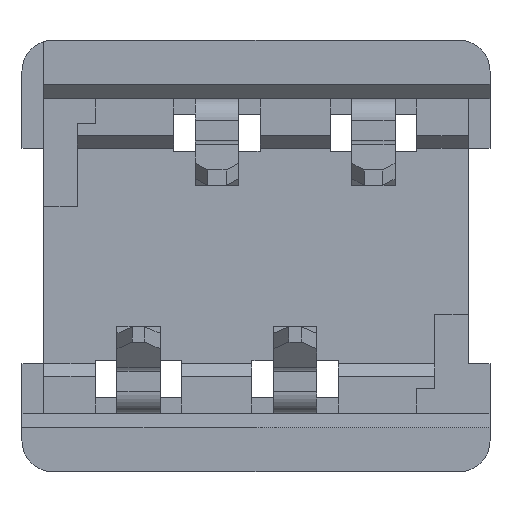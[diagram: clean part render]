
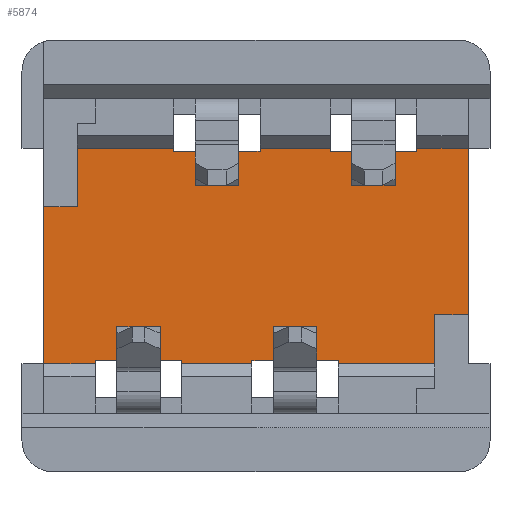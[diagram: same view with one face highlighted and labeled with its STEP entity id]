
A CAD part, front view. The second image highlights one B-rep face of the part: STEP entity #5874.
In plain terms, the highlighted planar face has unit normal (0, -1, 0).
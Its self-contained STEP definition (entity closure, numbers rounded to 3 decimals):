
#93=DIRECTION('',(1.,0.,0.));
#94=VECTOR('',#93,0.84);
#95=CARTESIAN_POINT('',(-3.445,2.05,-1.75));
#96=LINE('',#95,#94);
#101=DIRECTION('',(1.,0.,0.));
#102=VECTOR('',#101,1.56);
#103=CARTESIAN_POINT('',(1.335,2.05,-1.75));
#104=LINE('',#103,#102);
#125=DIRECTION('',(1.,0.,0.));
#126=VECTOR('',#125,1.14);
#127=CARTESIAN_POINT('',(-1.205,2.05,-1.75));
#128=LINE('',#127,#126);
#145=DIRECTION('',(0.,0.,-1.));
#146=VECTOR('',#145,2.55);
#147=CARTESIAN_POINT('',(-3.445,2.05,0.8));
#148=LINE('',#147,#146);
#536=DIRECTION('',(0.,0.,-1.));
#537=VECTOR('',#536,0.05);
#538=CARTESIAN_POINT('',(2.605,2.05,1.75));
#539=LINE('',#538,#537);
#540=DIRECTION('',(1.,0.,0.));
#541=VECTOR('',#540,0.84);
#542=CARTESIAN_POINT('',(2.605,2.05,1.75));
#543=LINE('',#542,#541);
#544=DIRECTION('',(-1.,0.,0.));
#545=VECTOR('',#544,0.55);
#546=CARTESIAN_POINT('',(3.445,2.05,-0.95));
#547=LINE('',#546,#545);
#548=DIRECTION('',(0.,0.,1.));
#549=VECTOR('',#548,0.8);
#550=CARTESIAN_POINT('',(2.895,2.05,-1.75));
#551=LINE('',#550,#549);
#552=DIRECTION('',(0.,0.,1.));
#553=VECTOR('',#552,0.05);
#554=CARTESIAN_POINT('',(1.335,2.05,-1.75));
#555=LINE('',#554,#553);
#556=DIRECTION('',(1.,0.,0.));
#557=VECTOR('',#556,1.4);
#558=CARTESIAN_POINT('',(-0.065,2.05,-1.7));
#559=LINE('',#558,#557);
#560=DIRECTION('',(0.,0.,1.));
#561=VECTOR('',#560,0.05);
#562=CARTESIAN_POINT('',(-0.065,2.05,-1.75));
#563=LINE('',#562,#561);
#564=DIRECTION('',(0.,0.,1.));
#565=VECTOR('',#564,0.05);
#566=CARTESIAN_POINT('',(-1.205,2.05,-1.75));
#567=LINE('',#566,#565);
#568=DIRECTION('',(1.,0.,0.));
#569=VECTOR('',#568,1.4);
#570=CARTESIAN_POINT('',(-2.605,2.05,-1.7));
#571=LINE('',#570,#569);
#572=DIRECTION('',(0.,0.,1.));
#573=VECTOR('',#572,0.05);
#574=CARTESIAN_POINT('',(-2.605,2.05,-1.75));
#575=LINE('',#574,#573);
#576=DIRECTION('',(1.,0.,0.));
#577=VECTOR('',#576,0.55);
#578=CARTESIAN_POINT('',(-3.445,2.05,0.8));
#579=LINE('',#578,#577);
#580=DIRECTION('',(0.,0.,1.));
#581=VECTOR('',#580,0.95);
#582=CARTESIAN_POINT('',(-2.895,2.05,0.8));
#583=LINE('',#582,#581);
#584=DIRECTION('',(1.,0.,0.));
#585=VECTOR('',#584,1.56);
#586=CARTESIAN_POINT('',(-2.895,2.05,1.75));
#587=LINE('',#586,#585);
#588=DIRECTION('',(0.,0.,-1.));
#589=VECTOR('',#588,0.05);
#590=CARTESIAN_POINT('',(-1.335,2.05,1.75));
#591=LINE('',#590,#589);
#592=DIRECTION('',(-1.,0.,0.));
#593=VECTOR('',#592,1.4);
#594=CARTESIAN_POINT('',(0.065,2.05,1.7));
#595=LINE('',#594,#593);
#596=DIRECTION('',(0.,0.,-1.));
#597=VECTOR('',#596,0.05);
#598=CARTESIAN_POINT('',(0.065,2.05,1.75));
#599=LINE('',#598,#597);
#600=DIRECTION('',(1.,0.,0.));
#601=VECTOR('',#600,1.14);
#602=CARTESIAN_POINT('',(0.065,2.05,1.75));
#603=LINE('',#602,#601);
#604=DIRECTION('',(0.,0.,-1.));
#605=VECTOR('',#604,0.05);
#606=CARTESIAN_POINT('',(1.205,2.05,1.75));
#607=LINE('',#606,#605);
#608=DIRECTION('',(1.,0.,0.));
#609=VECTOR('',#608,1.4);
#610=CARTESIAN_POINT('',(1.205,2.05,1.7));
#611=LINE('',#610,#609);
#1741=DIRECTION('',(0.,0.,1.));
#1742=VECTOR('',#1741,2.7);
#1743=CARTESIAN_POINT('',(3.445,2.05,-0.95));
#1744=LINE('',#1743,#1742);
#3923=CARTESIAN_POINT('',(-2.605,2.05,-1.75));
#3924=CARTESIAN_POINT('',(-2.605,2.05,-1.7));
#3925=VERTEX_POINT('',#3923);
#3926=VERTEX_POINT('',#3924);
#3927=CARTESIAN_POINT('',(-1.205,2.05,-1.7));
#3928=VERTEX_POINT('',#3927);
#3929=CARTESIAN_POINT('',(-1.205,2.05,-1.75));
#3930=VERTEX_POINT('',#3929);
#3932=CARTESIAN_POINT('',(-1.335,2.05,1.75));
#3934=VERTEX_POINT('',#3932);
#3936=CARTESIAN_POINT('',(0.065,2.05,1.75));
#3938=VERTEX_POINT('',#3936);
#3939=CARTESIAN_POINT('',(-1.335,2.05,1.7));
#3940=VERTEX_POINT('',#3939);
#3941=CARTESIAN_POINT('',(0.065,2.05,1.7));
#3942=VERTEX_POINT('',#3941);
#4106=CARTESIAN_POINT('',(3.445,2.05,1.75));
#4108=VERTEX_POINT('',#4106);
#4130=CARTESIAN_POINT('',(2.895,2.05,-1.75));
#4132=VERTEX_POINT('',#4130);
#4139=CARTESIAN_POINT('',(3.445,2.05,-0.95));
#4140=VERTEX_POINT('',#4139);
#4143=CARTESIAN_POINT('',(2.895,2.05,-0.95));
#4144=VERTEX_POINT('',#4143);
#4149=CARTESIAN_POINT('',(-2.895,2.05,0.8));
#4150=CARTESIAN_POINT('',(-2.895,2.05,1.75));
#4151=VERTEX_POINT('',#4149);
#4152=VERTEX_POINT('',#4150);
#4153=CARTESIAN_POINT('',(-3.445,2.05,0.8));
#4154=CARTESIAN_POINT('',(-3.445,2.05,-1.75));
#4155=VERTEX_POINT('',#4153);
#4156=VERTEX_POINT('',#4154);
#4592=CARTESIAN_POINT('',(1.335,2.05,-1.75));
#4594=VERTEX_POINT('',#4592);
#4596=CARTESIAN_POINT('',(2.605,2.05,1.75));
#4598=VERTEX_POINT('',#4596);
#4599=CARTESIAN_POINT('',(2.605,2.05,1.7));
#4600=VERTEX_POINT('',#4599);
#4601=CARTESIAN_POINT('',(1.205,2.05,1.7));
#4602=VERTEX_POINT('',#4601);
#4880=CARTESIAN_POINT('',(-0.065,2.05,-1.75));
#4882=VERTEX_POINT('',#4880);
#4884=CARTESIAN_POINT('',(1.205,2.05,1.75));
#4886=VERTEX_POINT('',#4884);
#4887=CARTESIAN_POINT('',(-0.065,2.05,-1.7));
#4888=VERTEX_POINT('',#4887);
#4889=CARTESIAN_POINT('',(1.335,2.05,-1.7));
#4890=VERTEX_POINT('',#4889);
#5825=CARTESIAN_POINT('',(-3.795,2.05,1.75));
#5826=DIRECTION('',(0.,1.,0.));
#5827=DIRECTION('',(0.,0.,-1.));
#5828=AXIS2_PLACEMENT_3D('',#5825,#5826,#5827);
#5829=PLANE('',#5828);
#5831=ORIENTED_EDGE('',*,*,#5830,.F.);
#5833=ORIENTED_EDGE('',*,*,#5832,.T.);
#5835=ORIENTED_EDGE('',*,*,#5834,.F.);
#5837=ORIENTED_EDGE('',*,*,#5836,.T.);
#5839=ORIENTED_EDGE('',*,*,#5838,.F.);
#5840=ORIENTED_EDGE('',*,*,#5204,.F.);
#5842=ORIENTED_EDGE('',*,*,#5841,.T.);
#5844=ORIENTED_EDGE('',*,*,#5843,.F.);
#5845=ORIENTED_EDGE('',*,*,#5794,.F.);
#5846=ORIENTED_EDGE('',*,*,#5224,.F.);
#5848=ORIENTED_EDGE('',*,*,#5847,.T.);
#5850=ORIENTED_EDGE('',*,*,#5849,.F.);
#5851=ORIENTED_EDGE('',*,*,#5718,.F.);
#5852=ORIENTED_EDGE('',*,*,#5192,.F.);
#5853=ORIENTED_EDGE('',*,*,#5247,.F.);
#5855=ORIENTED_EDGE('',*,*,#5854,.T.);
#5857=ORIENTED_EDGE('',*,*,#5856,.T.);
#5859=ORIENTED_EDGE('',*,*,#5858,.T.);
#5861=ORIENTED_EDGE('',*,*,#5860,.T.);
#5863=ORIENTED_EDGE('',*,*,#5862,.F.);
#5865=ORIENTED_EDGE('',*,*,#5864,.F.);
#5867=ORIENTED_EDGE('',*,*,#5866,.T.);
#5869=ORIENTED_EDGE('',*,*,#5868,.T.);
#5871=ORIENTED_EDGE('',*,*,#5870,.T.);
#5872=EDGE_LOOP('',(#5831,#5833,#5835,#5837,#5839,#5840,#5842,#5844,#5845,#5846,
#5848,#5850,#5851,#5852,#5853,#5855,#5857,#5859,#5861,#5863,#5865,#5867,#5869,
#5871));
#5873=FACE_OUTER_BOUND('',#5872,.F.);
#5874=ADVANCED_FACE('',(#5873),#5829,.F.);
#5192=EDGE_CURVE('',#4156,#3925,#96,.T.);
#5204=EDGE_CURVE('',#4594,#4132,#104,.T.);
#5224=EDGE_CURVE('',#3930,#4882,#128,.T.);
#5247=EDGE_CURVE('',#4155,#4156,#148,.T.);
#5718=EDGE_CURVE('',#3925,#3926,#575,.T.);
#5794=EDGE_CURVE('',#4882,#4888,#563,.T.);
#5830=EDGE_CURVE('',#4598,#4600,#539,.T.);
#5832=EDGE_CURVE('',#4598,#4108,#543,.T.);
#5834=EDGE_CURVE('',#4140,#4108,#1744,.T.);
#5836=EDGE_CURVE('',#4140,#4144,#547,.T.);
#5838=EDGE_CURVE('',#4132,#4144,#551,.T.);
#5841=EDGE_CURVE('',#4594,#4890,#555,.T.);
#5843=EDGE_CURVE('',#4888,#4890,#559,.T.);
#5847=EDGE_CURVE('',#3930,#3928,#567,.T.);
#5849=EDGE_CURVE('',#3926,#3928,#571,.T.);
#5854=EDGE_CURVE('',#4155,#4151,#579,.T.);
#5856=EDGE_CURVE('',#4151,#4152,#583,.T.);
#5858=EDGE_CURVE('',#4152,#3934,#587,.T.);
#5860=EDGE_CURVE('',#3934,#3940,#591,.T.);
#5862=EDGE_CURVE('',#3942,#3940,#595,.T.);
#5864=EDGE_CURVE('',#3938,#3942,#599,.T.);
#5866=EDGE_CURVE('',#3938,#4886,#603,.T.);
#5868=EDGE_CURVE('',#4886,#4602,#607,.T.);
#5870=EDGE_CURVE('',#4602,#4600,#611,.T.);
